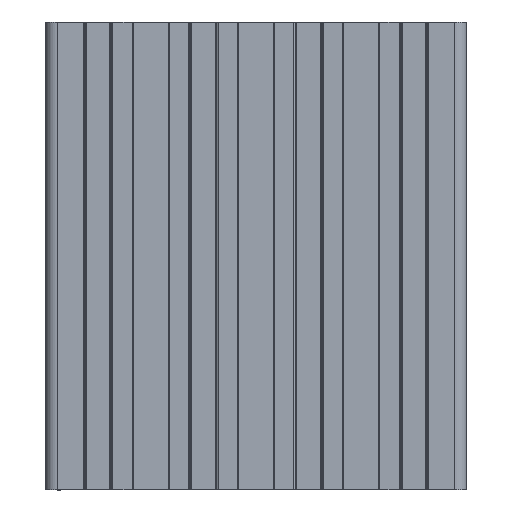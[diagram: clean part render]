
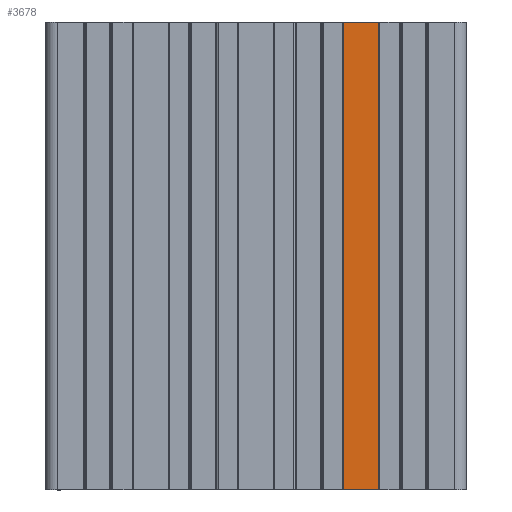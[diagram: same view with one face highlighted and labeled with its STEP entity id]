
A CAD part, top view. The second image highlights one B-rep face of the part: STEP entity #3678.
In plain terms, the highlighted planar face has unit normal (0, 0, 1).
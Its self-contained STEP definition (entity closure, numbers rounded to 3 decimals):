
#92 = FACE_OUTER_BOUND ( 'NONE', #2203, .T. ) ;
#265 = PLANE ( 'NONE',  #3534 ) ;
#509 = VECTOR ( 'NONE', #8824, 1000. ) ;
#1148 = VERTEX_POINT ( 'NONE', #8091 ) ;
#1385 = EDGE_CURVE ( 'NONE', #1148, #8792, #3007, .T. ) ;
#2203 = EDGE_LOOP ( 'NONE', ( #5583, #6346, #11980, #12586 ) ) ;
#2961 = VECTOR ( 'NONE', #8833, 1000. ) ;
#3007 = LINE ( 'NONE', #7359, #3789 ) ;
#3194 = CARTESIAN_POINT ( 'NONE',  ( 37.5, 0., 44. ) ) ;
#3302 = EDGE_CURVE ( 'NONE', #5219, #11058, #11212, .T. ) ;
#3534 = AXIS2_PLACEMENT_3D ( 'NONE', #10433, #6345, #5414 ) ;
#3678 = ADVANCED_FACE ( 'NONE', ( #92 ), #265, .T. ) ;
#3789 = VECTOR ( 'NONE', #11420, 1000. ) ;
#3924 = CARTESIAN_POINT ( 'NONE',  ( 52.5, 0., 44. ) ) ;
#5219 = VERTEX_POINT ( 'NONE', #3924 ) ;
#5414 = DIRECTION ( 'NONE',  ( 1., 0., 0. ) ) ;
#5583 = ORIENTED_EDGE ( 'NONE', *, *, #7707, .T. ) ;
#5874 = LINE ( 'NONE', #6689, #509 ) ;
#6345 = DIRECTION ( 'NONE',  ( 0., 0., 1. ) ) ;
#6346 = ORIENTED_EDGE ( 'NONE', *, *, #3302, .T. ) ;
#6689 = CARTESIAN_POINT ( 'NONE',  ( 37.5, 0., 44. ) ) ;
#7224 = VECTOR ( 'NONE', #11889, 1000. ) ;
#7359 = CARTESIAN_POINT ( 'NONE',  ( 37.5, 0., 44. ) ) ;
#7707 = EDGE_CURVE ( 'NONE', #8792, #5219, #5874, .T. ) ;
#8091 = CARTESIAN_POINT ( 'NONE',  ( 37.5, 200., 44. ) ) ;
#8792 = VERTEX_POINT ( 'NONE', #3194 ) ;
#8824 = DIRECTION ( 'NONE',  ( 1., 0., 0. ) ) ;
#8833 = DIRECTION ( 'NONE',  ( 1., 0., 0. ) ) ;
#9759 = CARTESIAN_POINT ( 'NONE',  ( 52.5, 0., 44. ) ) ;
#9999 = CARTESIAN_POINT ( 'NONE',  ( 0., 200., 44. ) ) ;
#10433 = CARTESIAN_POINT ( 'NONE',  ( 37.5, 0., 44. ) ) ;
#10909 = CARTESIAN_POINT ( 'NONE',  ( 52.5, 200., 44. ) ) ;
#11058 = VERTEX_POINT ( 'NONE', #10909 ) ;
#11212 = LINE ( 'NONE', #9759, #7224 ) ;
#11420 = DIRECTION ( 'NONE',  ( 0., -1., 0. ) ) ;
#11889 = DIRECTION ( 'NONE',  ( 0., 1., 0. ) ) ;
#11980 = ORIENTED_EDGE ( 'NONE', *, *, #12518, .F. ) ;
#12518 = EDGE_CURVE ( 'NONE', #1148, #11058, #12962, .T. ) ;
#12586 = ORIENTED_EDGE ( 'NONE', *, *, #1385, .T. ) ;
#12962 = LINE ( 'NONE', #9999, #2961 ) ;
